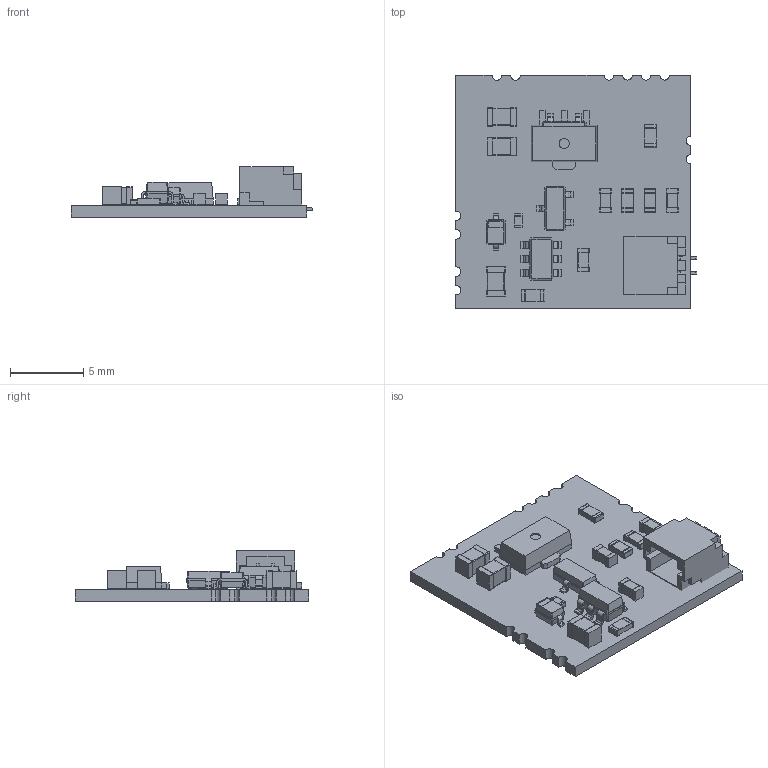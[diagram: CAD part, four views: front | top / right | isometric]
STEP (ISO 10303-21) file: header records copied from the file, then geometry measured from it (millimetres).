
FILE_DESCRIPTION(('KiCad electronic assembly'),'2;1');
FILE_NAME('4056M.step','2024-11-25T09:12:01',('Pcbnew'),('Kicad'), 'Open CASCADE STEP processor 7.6','KiCad to STEP converter','Unknown' );
FILE_SCHEMA(('AUTOMOTIVE_DESIGN { 1 0 10303 214 1 1 1 1 }'));
Length unit declared in the file: millimetre
Products named in the file (20): 4056M 1; C_0603_1608Metric; SOLID; SOT-23; R_0402_1005Metric; D_SOD-323; C_0805_2012Metric; SOT-23-6; R_0603_1608Metric; SM02B; SOT-89-3; 4056M PCB
Assembly tree (27 placements, depth 3):
  4056M 1
    C_0603_1608Metric  x3
      SOLID
    SOT-23  x2
      SOLID
    R_0402_1005Metric
      SOLID
    D_SOD-323
      SOLID
    C_0805_2012Metric  x3
      SOLID
    SOT-23-6
      SOLID
    R_0603_1608Metric  x4
      SOLID
    SM02B
      SOLID
    SOT-89-3
      SOLID
    4056M PCB
Bounding box: 16.5 x 15.97 x 3.45 mm (x, y, z)
Volume: 276.1 mm3; surface area: 907.4 mm2
Topology: 18 solids, 18 shells, 807 faces, 2048 edges, 1296 vertices
Faces by surface type: plane 504, cylinder 193, bspline 110
Full cylindrical faces by diameter (mm): 0.7 x1
Entity records: 37616 total; most frequent: CARTESIAN_POINT 6907, DIRECTION 4888, LINE 3415, VECTOR 3415, ORIENTED_EDGE 2752, PCURVE 2752, DEFINITIONAL_REPRESENTATION 2752, EDGE_CURVE 1376
